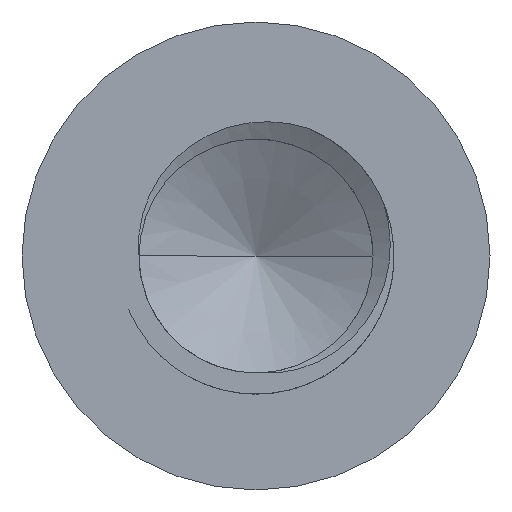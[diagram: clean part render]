
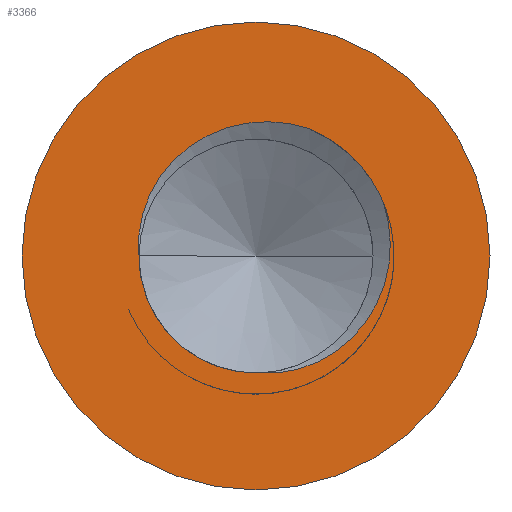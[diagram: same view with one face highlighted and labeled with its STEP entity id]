
A CAD part, left-side view. The second image highlights one B-rep face of the part: STEP entity #3366.
In plain terms, the highlighted planar face has unit normal (-1, 0, 0).
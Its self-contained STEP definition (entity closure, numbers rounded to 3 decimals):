
#4 = CARTESIAN_POINT ( 'NONE',  ( -125., -0.541, -3.012 ) ) ;
#25 = VERTEX_POINT ( 'NONE', #2633 ) ;
#30 = CARTESIAN_POINT ( 'NONE',  ( -125., -3.091, -1.259 ) ) ;
#35 = CARTESIAN_POINT ( 'NONE',  ( -125., 1.928, 2.64 ) ) ;
#59 = CARTESIAN_POINT ( 'NONE',  ( -125., -1.694, -2.668 ) ) ;
#231 = DIRECTION ( 'NONE',  ( 1., 0., 0. ) ) ;
#345 = CARTESIAN_POINT ( 'NONE',  ( -125., 0., 0. ) ) ;
#451 = B_SPLINE_CURVE_WITH_KNOTS ( 'NONE', 3,
 ( #1067, #3238, #5088, #4134, #2836, #3670 ),
 .UNSPECIFIED., .F., .F.,
 ( 4, 2, 4 ),
 ( 0., 0.001, 0.003 ),
 .UNSPECIFIED. ) ;
#468 = CARTESIAN_POINT ( 'NONE',  ( -125., 0.887, 3.244 ) ) ;
#520 = CARTESIAN_POINT ( 'NONE',  ( -125., 0., -3. ) ) ;
#603 = VERTEX_POINT ( 'NONE', #1225 ) ;
#666 = EDGE_CURVE ( 'NONE', #5652, #603, #958, .T. ) ;
#783 = ORIENTED_EDGE ( 'NONE', *, *, #4166, .T. ) ;
#864 = CARTESIAN_POINT ( 'NONE',  ( -125., -1.814, -2.602 ) ) ;
#943 = CARTESIAN_POINT ( 'NONE',  ( -125., 6., 0. ) ) ;
#958 = B_SPLINE_CURVE_WITH_KNOTS ( 'NONE', 3,
 ( #3646, #4839, #3132, #5353, #1424, #2289, #2261, #1369, #4485, #3560, #35, #4430, #3615, #468, #982, #4922, #2699, #2642, #5407, #2231, #4027, #1805 ),
 .UNSPECIFIED., .F., .F.,
 ( 4, 2, 2, 2, 2, 2, 2, 2, 2, 2, 4 ),
 ( 0., 0.001, 0.001, 0.002, 0.002, 0.003, 0.004, 0.004, 0.005, 0.006, 0.006 ),
 .UNSPECIFIED. ) ;
#959 = EDGE_LOOP ( 'NONE', ( #783, #3019, #2013, #4221 ) ) ;
#982 = CARTESIAN_POINT ( 'NONE',  ( -125., 0.758, 3.288 ) ) ;
#1067 = CARTESIAN_POINT ( 'NONE',  ( -125., -1.355, 3.272 ) ) ;
#1225 = CARTESIAN_POINT ( 'NONE',  ( -125., -1.355, 3.272 ) ) ;
#1276 = CARTESIAN_POINT ( 'NONE',  ( -125., -3.272, 1.355 ) ) ;
#1335 = CIRCLE ( 'NONE', #5300, 6. ) ;
#1369 = CARTESIAN_POINT ( 'NONE',  ( -125., 2.613, 1.812 ) ) ;
#1392 = CARTESIAN_POINT ( 'NONE',  ( -125., -3.446, 0.029 ) ) ;
#1395 = VERTEX_POINT ( 'NONE', #1276 ) ;
#1424 = CARTESIAN_POINT ( 'NONE',  ( -125., 2.91, 1.066 ) ) ;
#1474 = DIRECTION ( 'NONE',  ( 0., 1., 0. ) ) ;
#1541 = PLANE ( 'NONE',  #5110 ) ;
#1572 = VERTEX_POINT ( 'NONE', #5107 ) ;
#1800 = CARTESIAN_POINT ( 'NONE',  ( -125., -0.27, -3.024 ) ) ;
#1805 = CARTESIAN_POINT ( 'NONE',  ( -125., -1.355, 3.272 ) ) ;
#1973 = CARTESIAN_POINT ( 'NONE',  ( -125., 0., 0. ) ) ;
#2013 = ORIENTED_EDGE ( 'NONE', *, *, #3334, .T. ) ;
#2117 = DIRECTION ( 'NONE',  ( 0., 1., 0. ) ) ;
#2140 = EDGE_CURVE ( 'NONE', #1395, #1572, #2622, .T. ) ;
#2231 = CARTESIAN_POINT ( 'NONE',  ( -125., -0.835, 3.408 ) ) ;
#2261 = CARTESIAN_POINT ( 'NONE',  ( -125., 2.782, 1.448 ) ) ;
#2289 = CARTESIAN_POINT ( 'NONE',  ( -125., 2.83, 1.323 ) ) ;
#2622 = B_SPLINE_CURVE_WITH_KNOTS ( 'NONE', 3,
 ( #3993, #5348, #4073, #4022, #1392, #3640, #2748, #30, #4508, #2720, #4833, #3154, #4917, #864, #59, #2637, #4480, #4, #1800, #520 ),
 .UNSPECIFIED., .F., .F.,
 ( 4, 2, 2, 2, 2, 2, 2, 2, 2, 4 ),
 ( 0., 0.001, 0.002, 0.002, 0.003, 0.004, 0.004, 0.005, 0.006, 0.006 ),
 .UNSPECIFIED. ) ;
#2633 = CARTESIAN_POINT ( 'NONE',  ( -125., -6., 0. ) ) ;
#2637 = CARTESIAN_POINT ( 'NONE',  ( -125., -1.328, -2.837 ) ) ;
#2642 = CARTESIAN_POINT ( 'NONE',  ( -125., -0.028, 3.446 ) ) ;
#2699 = CARTESIAN_POINT ( 'NONE',  ( -125., 0.368, 3.387 ) ) ;
#2720 = CARTESIAN_POINT ( 'NONE',  ( -125., -2.643, -1.924 ) ) ;
#2748 = CARTESIAN_POINT ( 'NONE',  ( -125., -3.297, -0.758 ) ) ;
#2811 = DIRECTION ( 'NONE',  ( 0., -1., 0. ) ) ;
#2836 = CARTESIAN_POINT ( 'NONE',  ( -125., -3.094, 1.785 ) ) ;
#2899 = CIRCLE ( 'NONE', #5017, 6. ) ;
#2902 = FACE_OUTER_BOUND ( 'NONE', #3757, .T. ) ;
#3019 = ORIENTED_EDGE ( 'NONE', *, *, #2140, .T. ) ;
#3132 = CARTESIAN_POINT ( 'NONE',  ( -125., 3.012, 0.537 ) ) ;
#3154 = CARTESIAN_POINT ( 'NONE',  ( -125., -2.148, -2.38 ) ) ;
#3238 = CARTESIAN_POINT ( 'NONE',  ( -125., -1.785, 3.094 ) ) ;
#3334 = EDGE_CURVE ( 'NONE', #1572, #5652, #4554, .T. ) ;
#3366 = ADVANCED_FACE ( 'NONE', ( #2902, #4691 ), #1541, .T. ) ;
#3471 = DIRECTION ( 'NONE',  ( 1., 0., 0. ) ) ;
#3560 = CARTESIAN_POINT ( 'NONE',  ( -125., 2.124, 2.455 ) ) ;
#3615 = CARTESIAN_POINT ( 'NONE',  ( -125., 1.26, 3.09 ) ) ;
#3640 = CARTESIAN_POINT ( 'NONE',  ( -125., -3.367, -0.5 ) ) ;
#3646 = CARTESIAN_POINT ( 'NONE',  ( -125., 3., 0. ) ) ;
#3670 = CARTESIAN_POINT ( 'NONE',  ( -125., -3.272, 1.355 ) ) ;
#3757 = EDGE_LOOP ( 'NONE', ( #3881, #4149 ) ) ;
#3881 = ORIENTED_EDGE ( 'NONE', *, *, #5517, .F. ) ;
#3993 = CARTESIAN_POINT ( 'NONE',  ( -125., -3.272, 1.355 ) ) ;
#4022 = CARTESIAN_POINT ( 'NONE',  ( -125., -3.453, 0.302 ) ) ;
#4027 = CARTESIAN_POINT ( 'NONE',  ( -125., -1.098, 3.355 ) ) ;
#4044 = CARTESIAN_POINT ( 'NONE',  ( -125., 3., 0. ) ) ;
#4073 = CARTESIAN_POINT ( 'NONE',  ( -125., -3.408, 0.835 ) ) ;
#4133 = EDGE_CURVE ( 'NONE', #25, #5594, #2899, .T. ) ;
#4134 = CARTESIAN_POINT ( 'NONE',  ( -125., -2.831, 2.178 ) ) ;
#4149 = ORIENTED_EDGE ( 'NONE', *, *, #4133, .F. ) ;
#4166 = EDGE_CURVE ( 'NONE', #603, #1395, #451, .T. ) ;
#4221 = ORIENTED_EDGE ( 'NONE', *, *, #666, .T. ) ;
#4430 = CARTESIAN_POINT ( 'NONE',  ( -125., 1.493, 2.96 ) ) ;
#4480 = CARTESIAN_POINT ( 'NONE',  ( -125., -1.073, -2.918 ) ) ;
#4485 = CARTESIAN_POINT ( 'NONE',  ( -125., 2.467, 2.043 ) ) ;
#4508 = CARTESIAN_POINT ( 'NONE',  ( -125., -2.96, -1.492 ) ) ;
#4554 = CIRCLE ( 'NONE', #5576, 3. ) ;
#4596 = DIRECTION ( 'NONE',  ( 1., 0., 0. ) ) ;
#4664 = DIRECTION ( 'NONE',  ( -1., 0., 0. ) ) ;
#4691 = FACE_BOUND ( 'NONE', #959, .T. ) ;
#4833 = CARTESIAN_POINT ( 'NONE',  ( -125., -2.456, -2.123 ) ) ;
#4839 = CARTESIAN_POINT ( 'NONE',  ( -125., 3.024, 0.27 ) ) ;
#4917 = CARTESIAN_POINT ( 'NONE',  ( -125., -2.041, -2.458 ) ) ;
#4922 = CARTESIAN_POINT ( 'NONE',  ( -125., 0.499, 3.359 ) ) ;
#4975 = CARTESIAN_POINT ( 'NONE',  ( -125., 0., 0. ) ) ;
#5017 = AXIS2_PLACEMENT_3D ( 'NONE', #4975, #4596, #1474 ) ;
#5066 = CARTESIAN_POINT ( 'NONE',  ( -125., 3., 0. ) ) ;
#5088 = CARTESIAN_POINT ( 'NONE',  ( -125., -2.174, 2.834 ) ) ;
#5107 = CARTESIAN_POINT ( 'NONE',  ( -125., 0., -3. ) ) ;
#5110 = AXIS2_PLACEMENT_3D ( 'NONE', #5066, #4664, #2811 ) ;
#5300 = AXIS2_PLACEMENT_3D ( 'NONE', #345, #3471, #2117 ) ;
#5348 = CARTESIAN_POINT ( 'NONE',  ( -125., -3.355, 1.097 ) ) ;
#5353 = CARTESIAN_POINT ( 'NONE',  ( -125., 2.942, 0.934 ) ) ;
#5407 = CARTESIAN_POINT ( 'NONE',  ( -125., -0.301, 3.453 ) ) ;
#5517 = EDGE_CURVE ( 'NONE', #5594, #25, #1335, .T. ) ;
#5576 = AXIS2_PLACEMENT_3D ( 'NONE', #1973, #231, #5593 ) ;
#5593 = DIRECTION ( 'NONE',  ( 0., 1., 0. ) ) ;
#5594 = VERTEX_POINT ( 'NONE', #943 ) ;
#5652 = VERTEX_POINT ( 'NONE', #4044 ) ;
